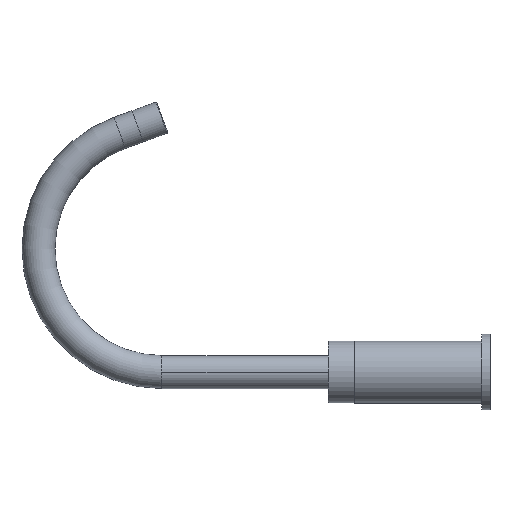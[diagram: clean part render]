
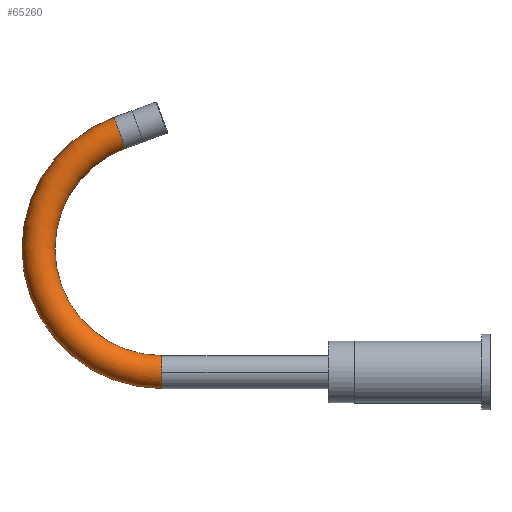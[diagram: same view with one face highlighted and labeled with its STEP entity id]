
A CAD part, left-side view. The second image highlights one B-rep face of the part: STEP entity #65260.
In plain terms, the highlighted toroidal (fillet/blend) face has major radius 89.683 mm and minor radius 12 mm.
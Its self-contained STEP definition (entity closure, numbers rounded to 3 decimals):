
#2546 = DIRECTION ( 'NONE',  ( 0., 0., -1. ) ) ;
#3053 = EDGE_CURVE ( 'NONE', #87191, #64262, #121172, .T. ) ;
#6453 = CARTESIAN_POINT ( 'NONE',  ( -12., 129.317, 0. ) ) ;
#6904 = FACE_OUTER_BOUND ( 'NONE', #77157, .T. ) ;
#6978 = ORIENTED_EDGE ( 'NONE', *, *, #88160, .T. ) ;
#8188 = DIRECTION ( 'NONE',  ( 0., 0., 1. ) ) ;
#9523 = CARTESIAN_POINT ( 'NONE',  ( 0., 129.317, 0. ) ) ;
#20869 = DIRECTION ( 'NONE',  ( 0., 0., 1. ) ) ;
#27711 = DIRECTION ( 'NONE',  ( 0., 0., -1. ) ) ;
#30128 = EDGE_CURVE ( 'NONE', #87191, #70702, #61839, .T. ) ;
#35402 = DIRECTION ( 'NONE',  ( 0., 0., -1. ) ) ;
#38013 = ORIENTED_EDGE ( 'NONE', *, *, #65404, .F. ) ;
#45696 = VERTEX_POINT ( 'NONE', #47994 ) ;
#47994 = CARTESIAN_POINT ( 'NONE',  ( 12., 129.317, 0. ) ) ;
#55234 = VERTEX_POINT ( 'NONE', #117131 ) ;
#61171 = DIRECTION ( 'NONE',  ( 0.342, -0.94, 0. ) ) ;
#61839 = CIRCLE ( 'NONE', #75720, 12. ) ;
#64262 = VERTEX_POINT ( 'NONE', #125626 ) ;
#65260 = ADVANCED_FACE ( 'NONE', ( #6904 ), #123111, .T. ) ;
#65404 = EDGE_CURVE ( 'NONE', #64262, #55234, #70377, .T. ) ;
#70077 = CARTESIAN_POINT ( 'NONE',  ( 89.683, 129.317, 0. ) ) ;
#70377 = CIRCLE ( 'NONE', #81706, 12. ) ;
#70702 = VERTEX_POINT ( 'NONE', #98841 ) ;
#71054 = ORIENTED_EDGE ( 'NONE', *, *, #30128, .T. ) ;
#74157 = AXIS2_PLACEMENT_3D ( 'NONE', #70077, #2546, #92650 ) ;
#75685 = DIRECTION ( 'NONE',  ( 0., 1., 0. ) ) ;
#75720 = AXIS2_PLACEMENT_3D ( 'NONE', #143014, #75685, #8188 ) ;
#76399 = ORIENTED_EDGE ( 'NONE', *, *, #3053, .F. ) ;
#77157 = EDGE_LOOP ( 'NONE', ( #76399, #71054, #6978, #84527, #38013 ) ) ;
#79247 = CIRCLE ( 'NONE', #129949, 77.683 ) ;
#81706 = AXIS2_PLACEMENT_3D ( 'NONE', #128487, #61171, #139815 ) ;
#84527 = ORIENTED_EDGE ( 'NONE', *, *, #145150, .T. ) ;
#87191 = VERTEX_POINT ( 'NONE', #6453 ) ;
#88160 = EDGE_CURVE ( 'NONE', #70702, #45696, #117740, .T. ) ;
#88326 = DIRECTION ( 'NONE',  ( 0., 1., 0. ) ) ;
#92650 = DIRECTION ( 'NONE',  ( -1., 0., 0. ) ) ;
#95116 = CARTESIAN_POINT ( 'NONE',  ( 89.683, 129.317, 0. ) ) ;
#98841 = CARTESIAN_POINT ( 'NONE',  ( 0., 129.317, 12. ) ) ;
#102759 = CARTESIAN_POINT ( 'NONE',  ( 89.683, 129.317, 0. ) ) ;
#106424 = DIRECTION ( 'NONE',  ( -1., 0., 0. ) ) ;
#114120 = DIRECTION ( 'NONE',  ( -1., 0., 0. ) ) ;
#114597 = AXIS2_PLACEMENT_3D ( 'NONE', #9523, #88326, #20869 ) ;
#117131 = CARTESIAN_POINT ( 'NONE',  ( 162.681, 155.886, 0. ) ) ;
#117740 = CIRCLE ( 'NONE', #114597, 12. ) ;
#121172 = CIRCLE ( 'NONE', #136939, 101.683 ) ;
#123111 = TOROIDAL_SURFACE ( 'NONE', #74157, 89.683, 12. ) ;
#125626 = CARTESIAN_POINT ( 'NONE',  ( 185.234, 164.095, 0. ) ) ;
#128487 = CARTESIAN_POINT ( 'NONE',  ( 173.958, 159.99, 0. ) ) ;
#129949 = AXIS2_PLACEMENT_3D ( 'NONE', #95116, #27711, #106424 ) ;
#136939 = AXIS2_PLACEMENT_3D ( 'NONE', #102759, #35402, #114120 ) ;
#139815 = DIRECTION ( 'NONE',  ( 0., 0., 1. ) ) ;
#143014 = CARTESIAN_POINT ( 'NONE',  ( 0., 129.317, 0. ) ) ;
#145150 = EDGE_CURVE ( 'NONE', #45696, #55234, #79247, .T. ) ;
